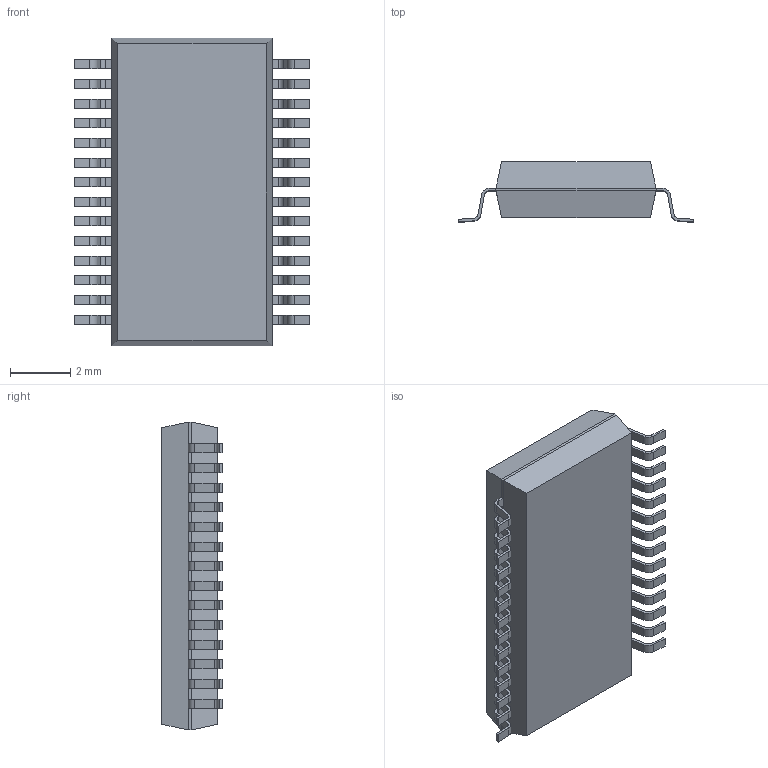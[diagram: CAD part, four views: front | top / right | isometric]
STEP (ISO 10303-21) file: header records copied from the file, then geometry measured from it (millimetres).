
FILE_DESCRIPTION (( 'STEP AP214' ), '1' );
FILE_NAME ('FT232RL.STEP', '2023-04-15T05:13:31', ( '' ), ( '' ), 'SwSTEP 2.0', 'SolidWorks 2021', '' );
FILE_SCHEMA (( 'AUTOMOTIVE_DESIGN' ));
Length unit declared in the file: millimetre
Products named in the file (1): FT232RL
Bounding box: 7.8 x 2 x 10.2 mm (x, y, z)
Volume: 96.5 mm3; surface area: 200.3 mm2
Topology: 30 solids, 30 shells, 413 faces, 1048 edges, 696 vertices
Faces by surface type: plane 297, cylinder 116
Entity records: 12685 total; most frequent: CARTESIAN_POINT 2158, DIRECTION 2108, ORIENTED_EDGE 2096, EDGE_CURVE 1048, VECTOR 816, LINE 816, VERTEX_POINT 696, AXIS2_PLACEMENT_3D 646
